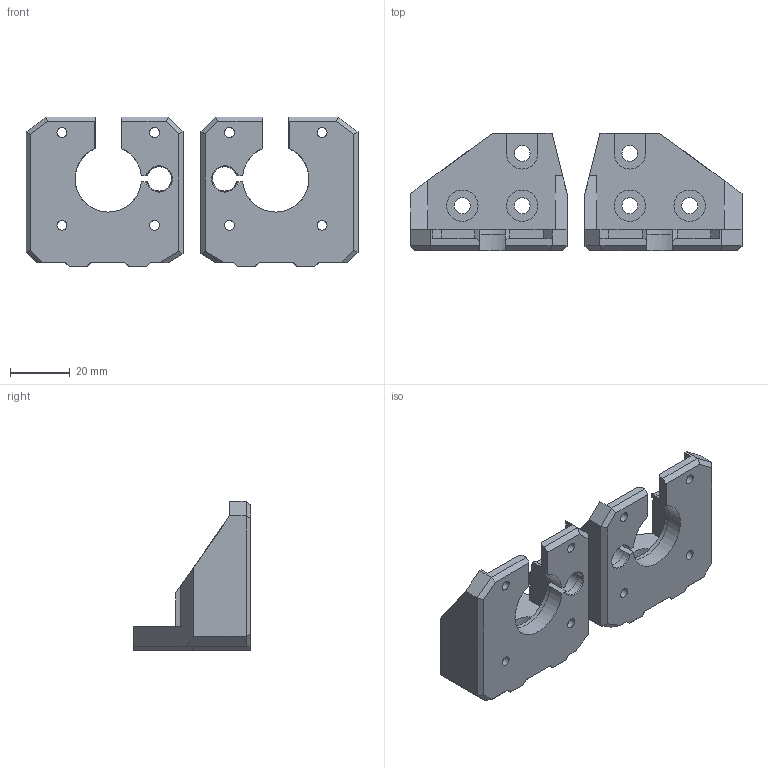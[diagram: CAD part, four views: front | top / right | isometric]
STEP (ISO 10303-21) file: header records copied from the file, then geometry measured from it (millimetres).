
FILE_DESCRIPTION(/* description */ (''),/* implementation_level */ '2;1');
FILE_NAME(/* name */ 'z_motor_mounts.step',/* time_stamp */ '2017-12-13T13:16:56+01:00',/* author */ (''),/* organization */ (''),/* preprocessor_version */ 'ST-DEVELOPER v16.13',/* originating_system */ 'Autodesk Translation Framework v6.5.0.72',/* authorisation */ '');
FILE_SCHEMA (('AUTOMOTIVE_DESIGN { 1 0 10303 214 3 1 1 }'));
Length unit declared in the file: millimetre
Products named in the file (1): z_motor_mount
Bounding box: 111 x 39.2 x 50.15 mm (x, y, z)
Volume: 50042.8 mm3; surface area: 21993.2 mm2
Topology: 2 solids, 2 shells, 174 faces, 458 edges, 292 vertices
Faces by surface type: plane 136, cylinder 30, cone 8
Full cylindrical faces by diameter (mm): 3.3 x8, 5.3 x6, 10.5 x4
Entity records: 5361 total; most frequent: CARTESIAN_POINT 957, ORIENTED_EDGE 916, DIRECTION 872, EDGE_CURVE 458, LINE 362, VECTOR 362, VERTEX_POINT 292, AXIS2_PLACEMENT_3D 255
